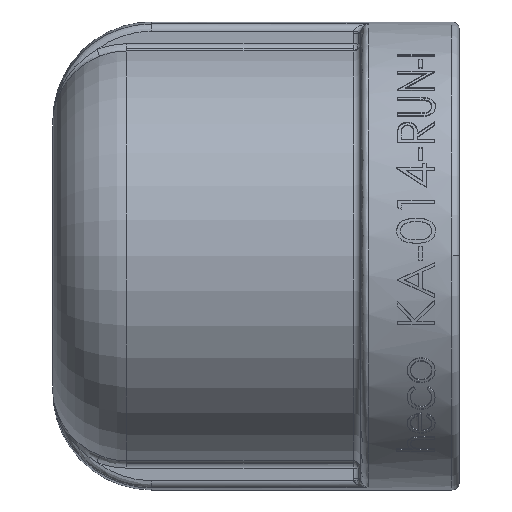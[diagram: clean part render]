
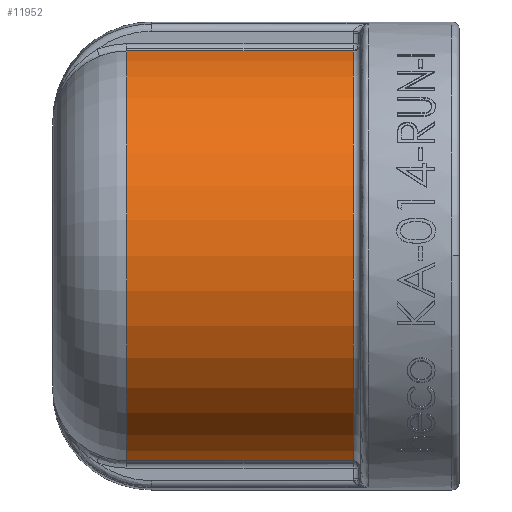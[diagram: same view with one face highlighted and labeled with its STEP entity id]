
A CAD part, top view. The second image highlights one B-rep face of the part: STEP entity #11952.
In plain terms, the highlighted cylindrical face has radius 8.5 mm (diameter 17 mm), a partial arc.
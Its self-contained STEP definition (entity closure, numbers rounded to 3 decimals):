
#3 = CARTESIAN_POINT ( 'NONE',  ( -10., -8.32, 1.739 ) ) ;
#141 = EDGE_CURVE ( 'NONE', #190, #7219, #15276, .T. ) ;
#190 = VERTEX_POINT ( 'NONE', #14547 ) ;
#250 = CARTESIAN_POINT ( 'NONE',  ( -0.8, -8.32, 1.739 ) ) ;
#483 = DIRECTION ( 'NONE',  ( 0., 1., 0. ) ) ;
#953 = FACE_OUTER_BOUND ( 'NONE', #1442, .T. ) ;
#1442 = EDGE_LOOP ( 'NONE', ( #4259, #15026, #8475, #5692 ) ) ;
#1454 = DIRECTION ( 'NONE',  ( -1., 0., 0. ) ) ;
#1503 = DIRECTION ( 'NONE',  ( 0., 0., 1. ) ) ;
#1616 = CARTESIAN_POINT ( 'NONE',  ( -6.75, -8.32, 1.739 ) ) ;
#1819 = VERTEX_POINT ( 'NONE', #10382 ) ;
#2644 = VERTEX_POINT ( 'NONE', #3 ) ;
#4120 = AXIS2_PLACEMENT_3D ( 'NONE', #13942, #1454, #1503 ) ;
#4259 = ORIENTED_EDGE ( 'NONE', *, *, #4589, .F. ) ;
#4293 = DIRECTION ( 'NONE',  ( 1., 0., 0. ) ) ;
#4545 = AXIS2_PLACEMENT_3D ( 'NONE', #13211, #5677, #5566 ) ;
#4589 = EDGE_CURVE ( 'NONE', #7219, #2644, #12244, .T. ) ;
#5566 = DIRECTION ( 'NONE',  ( 0., -1., 0. ) ) ;
#5677 = DIRECTION ( 'NONE',  ( 1., 0., 0. ) ) ;
#5692 = ORIENTED_EDGE ( 'NONE', *, *, #5921, .F. ) ;
#5921 = EDGE_CURVE ( 'NONE', #2644, #1819, #14706, .T. ) ;
#6679 = EDGE_CURVE ( 'NONE', #1819, #190, #15623, .T. ) ;
#7219 = VERTEX_POINT ( 'NONE', #250 ) ;
#8171 = CARTESIAN_POINT ( 'NONE',  ( -6.75, 8.32, 1.739 ) ) ;
#8475 = ORIENTED_EDGE ( 'NONE', *, *, #6679, .F. ) ;
#8914 = VECTOR ( 'NONE', #15251, 1000. ) ;
#8917 = CARTESIAN_POINT ( 'NONE',  ( -6.75, 0., 0. ) ) ;
#10382 = CARTESIAN_POINT ( 'NONE',  ( -10., 8.32, 1.739 ) ) ;
#11175 = AXIS2_PLACEMENT_3D ( 'NONE', #8917, #4293, #483 ) ;
#11952 = ADVANCED_FACE ( 'NONE', ( #953 ), #12943, .T. ) ;
#12244 = LINE ( 'NONE', #1616, #8914 ) ;
#12299 = VECTOR ( 'NONE', #15844, 1000. ) ;
#12943 = CYLINDRICAL_SURFACE ( 'NONE', #11175, 8.5 ) ;
#13211 = CARTESIAN_POINT ( 'NONE',  ( -0.8, 0., 0. ) ) ;
#13942 = CARTESIAN_POINT ( 'NONE',  ( -10., 0., 0. ) ) ;
#14547 = CARTESIAN_POINT ( 'NONE',  ( -0.8, 8.32, 1.739 ) ) ;
#14706 = CIRCLE ( 'NONE', #4120, 8.5 ) ;
#15026 = ORIENTED_EDGE ( 'NONE', *, *, #141, .F. ) ;
#15251 = DIRECTION ( 'NONE',  ( -1., 0., 0. ) ) ;
#15276 = CIRCLE ( 'NONE', #4545, 8.5 ) ;
#15623 = LINE ( 'NONE', #8171, #12299 ) ;
#15844 = DIRECTION ( 'NONE',  ( 1., 0., 0. ) ) ;
